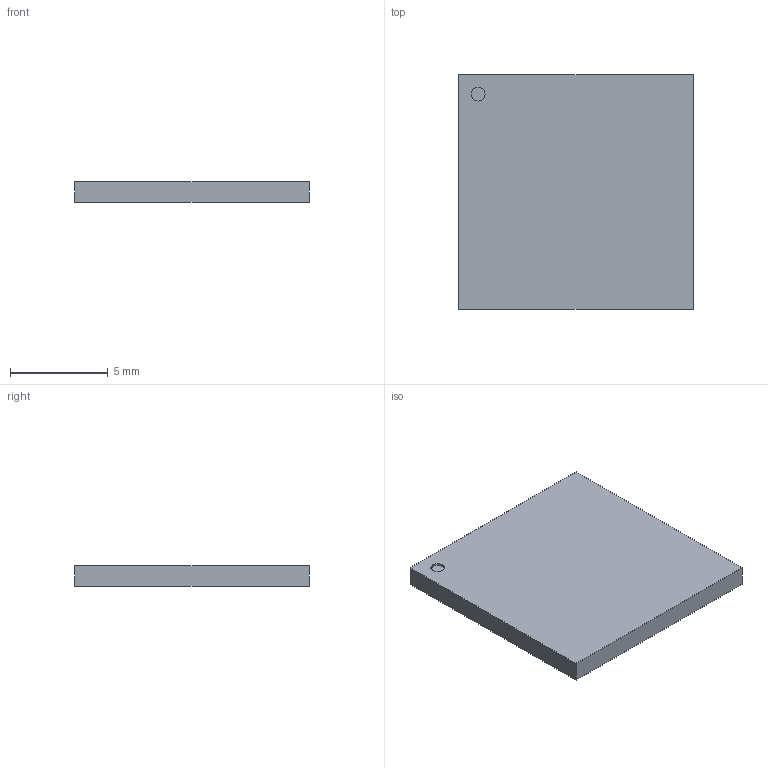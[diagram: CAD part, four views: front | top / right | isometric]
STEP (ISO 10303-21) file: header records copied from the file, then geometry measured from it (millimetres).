
FILE_DESCRIPTION(('FreeCAD Model'),'2;1');
FILE_NAME('12X12X1_04.step','2018-04-04T18:13:58',( 'kicad StepUp'),('ksu MCAD'),'Open CASCADE STEP processor 6.8', 'FreeCAD','Unknown');
FILE_SCHEMA(('AUTOMOTIVE_DESIGN_CC2 { 1 2 10303 214 -1 1 5 4 }'));
Length unit declared in the file: millimetre
Products named in the file (2): ASSEMBLY; 12X12X1_04
Assembly tree (1 placements, depth 2):
  ASSEMBLY
    12X12X1_04
Bounding box: 12 x 12 x 1.04 mm (x, y, z)
Volume: 149.7 mm3; surface area: 338.1 mm2
Topology: 1 solids, 1 shells, 9 faces, 18 edges, 12 vertices
Faces by surface type: plane 7, cylinder 2
Entity records: 330 total; most frequent: DIRECTION 44, CARTESIAN_POINT 41, ORIENTED_EDGE 36, EDGE_CURVE 18, AXIS2_PLACEMENT_3D 15, LINE 14, VECTOR 14, VERTEX_POINT 12
